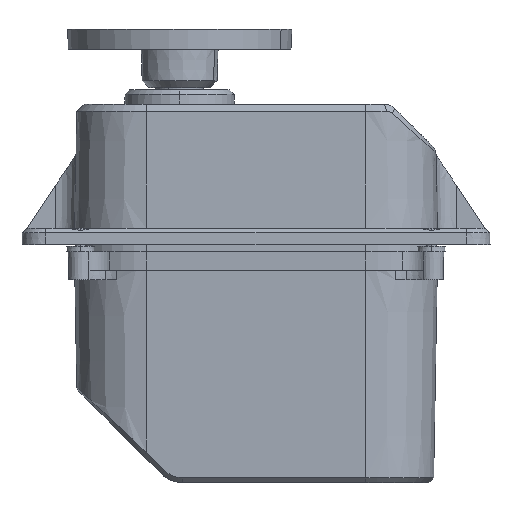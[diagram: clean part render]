
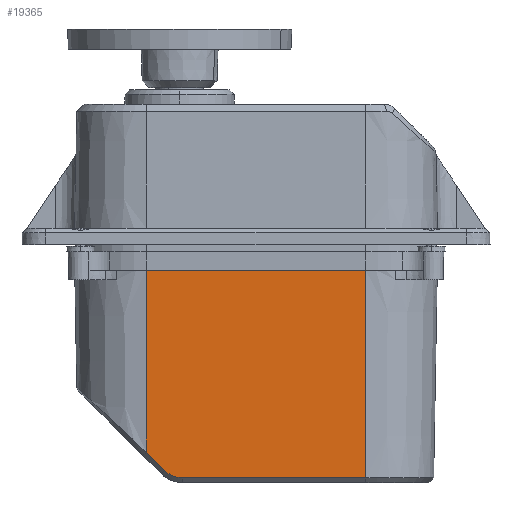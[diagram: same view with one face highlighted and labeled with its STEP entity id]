
A CAD part, left-side view. The second image highlights one B-rep face of the part: STEP entity #19365.
In plain terms, the highlighted face is planar.
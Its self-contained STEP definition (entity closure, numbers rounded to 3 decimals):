
#724 = ORIENTED_EDGE ( 'NONE', *, *, #31436, .T. ) ;
#1666 = CARTESIAN_POINT ( 'NONE',  ( -64.276, 22.979, 49.209 ) ) ;
#2089 = LINE ( 'NONE', #23778, #32830 ) ;
#2603 = VECTOR ( 'NONE', #23971, 1000. ) ;
#3144 = CARTESIAN_POINT ( 'NONE',  ( -64.288, -18.089, 48.542 ) ) ;
#3241 = VERTEX_POINT ( 'NONE', #1666 ) ;
#4448 = LINE ( 'NONE', #15032, #2603 ) ;
#4650 = DIRECTION ( 'NONE',  ( 0., 1., 0. ) ) ;
#5103 = ORIENTED_EDGE ( 'NONE', *, *, #13121, .F. ) ;
#6139 = CARTESIAN_POINT ( 'NONE',  ( -64.276, -16.12, 49.21 ) ) ;
#8132 = VECTOR ( 'NONE', #15212, 1000. ) ;
#10459 = B_SPLINE_CURVE_WITH_KNOTS ( 'NONE', 3,
 ( #15057, #32849, #3144, #23995, #6139, #27027 ),
 .UNSPECIFIED., .F., .F.,
 ( 4, 2, 4 ),
 ( 0., 0.5, 1. ),
 .UNSPECIFIED. ) ;
#10810 = AXIS2_PLACEMENT_3D ( 'NONE', #37351, #22542, #4650 ) ;
#11597 = LINE ( 'NONE', #18161, #33483 ) ;
#12722 = ORIENTED_EDGE ( 'NONE', *, *, #19005, .F. ) ;
#13067 = EDGE_CURVE ( 'NONE', #37033, #36852, #2089, .T. ) ;
#13121 = EDGE_CURVE ( 'NONE', #20168, #37033, #31902, .T. ) ;
#13983 = EDGE_LOOP ( 'NONE', ( #20933, #35104, #12722, #31784, #5103, #724 ) ) ;
#14352 = VECTOR ( 'NONE', #17038, 1000. ) ;
#15032 = CARTESIAN_POINT ( 'NONE',  ( -65.103, 22.979, 1.809 ) ) ;
#15057 = CARTESIAN_POINT ( 'NONE',  ( -64.303, -19.164, 47.662 ) ) ;
#15212 = DIRECTION ( 'NONE',  ( -0.017, 0., -1. ) ) ;
#15731 = FACE_OUTER_BOUND ( 'NONE', #13983, .T. ) ;
#16213 = LINE ( 'NONE', #25889, #14352 ) ;
#17038 = DIRECTION ( 'NONE',  ( 0.012, 0.707, 0.707 ) ) ;
#17435 = EDGE_CURVE ( 'NONE', #29238, #19073, #10459, .T. ) ;
#17456 = EDGE_CURVE ( 'NONE', #19073, #3241, #11597, .T. ) ;
#18161 = CARTESIAN_POINT ( 'NONE',  ( -64.276, -28.034, 49.209 ) ) ;
#19005 = EDGE_CURVE ( 'NONE', #36852, #3241, #4448, .T. ) ;
#19073 = VERTEX_POINT ( 'NONE', #30097 ) ;
#19365 = ADVANCED_FACE ( 'NONE', ( #15731 ), #19547, .T. ) ;
#19547 = PLANE ( 'NONE',  #10810 ) ;
#20099 = CARTESIAN_POINT ( 'NONE',  ( -65.035, -23.021, 5.709 ) ) ;
#20168 = VERTEX_POINT ( 'NONE', #33395 ) ;
#20933 = ORIENTED_EDGE ( 'NONE', *, *, #17435, .T. ) ;
#21154 = DIRECTION ( 'NONE',  ( 0., 1., 0. ) ) ;
#22117 = CARTESIAN_POINT ( 'NONE',  ( -64.303, -19.164, 47.662 ) ) ;
#22542 = DIRECTION ( 'NONE',  ( -1., 0., 0.017 ) ) ;
#23778 = CARTESIAN_POINT ( 'NONE',  ( -65.035, -32.661, 5.709 ) ) ;
#23971 = DIRECTION ( 'NONE',  ( 0.017, 0., 1. ) ) ;
#23995 = CARTESIAN_POINT ( 'NONE',  ( -64.278, -16.811, 49.072 ) ) ;
#25889 = CARTESIAN_POINT ( 'NONE',  ( -64.442, -27.101, 39.725 ) ) ;
#26801 = DIRECTION ( 'NONE',  ( 0., 1., 0. ) ) ;
#27027 = CARTESIAN_POINT ( 'NONE',  ( -64.276, -15.429, 49.209 ) ) ;
#27787 = CARTESIAN_POINT ( 'NONE',  ( -65.035, 22.979, 5.709 ) ) ;
#29238 = VERTEX_POINT ( 'NONE', #22117 ) ;
#30097 = CARTESIAN_POINT ( 'NONE',  ( -64.276, -15.429, 49.209 ) ) ;
#31436 = EDGE_CURVE ( 'NONE', #20168, #29238, #16213, .T. ) ;
#31784 = ORIENTED_EDGE ( 'NONE', *, *, #13067, .F. ) ;
#31902 = LINE ( 'NONE', #33018, #8132 ) ;
#32830 = VECTOR ( 'NONE', #26801, 1000. ) ;
#32849 = CARTESIAN_POINT ( 'NONE',  ( -64.295, -18.675, 48.151 ) ) ;
#33018 = CARTESIAN_POINT ( 'NONE',  ( -65.103, -23.021, 1.809 ) ) ;
#33395 = CARTESIAN_POINT ( 'NONE',  ( -64.37, -23.021, 43.805 ) ) ;
#33483 = VECTOR ( 'NONE', #21154, 1000. ) ;
#35104 = ORIENTED_EDGE ( 'NONE', *, *, #17456, .T. ) ;
#36852 = VERTEX_POINT ( 'NONE', #27787 ) ;
#37033 = VERTEX_POINT ( 'NONE', #20099 ) ;
#37351 = CARTESIAN_POINT ( 'NONE',  ( -65.103, -32.661, 1.809 ) ) ;
